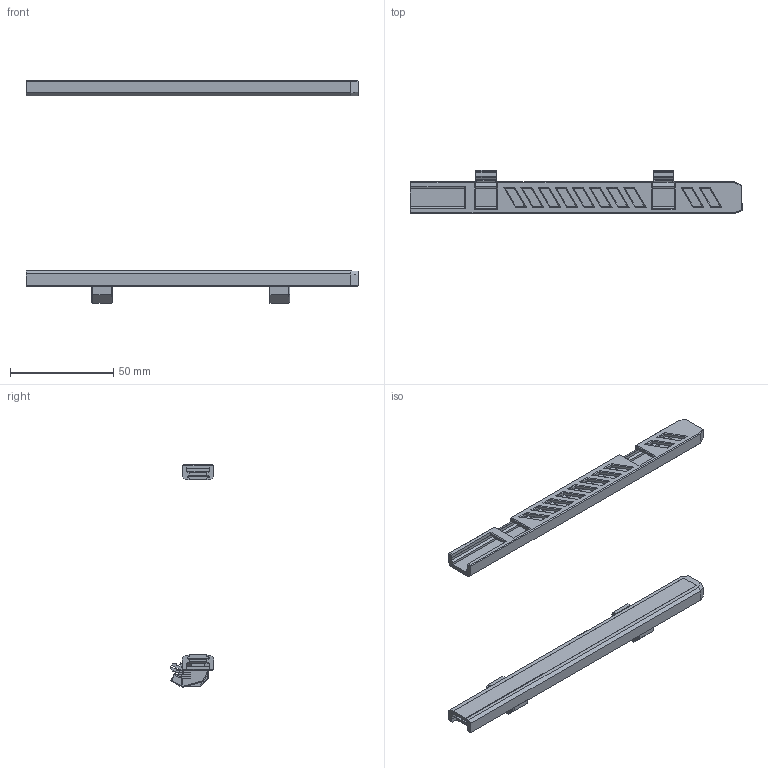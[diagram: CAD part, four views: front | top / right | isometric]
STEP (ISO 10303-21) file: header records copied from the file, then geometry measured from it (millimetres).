
FILE_DESCRIPTION(/* description */ (''),/* implementation_level */ '2;1');
FILE_NAME(/* name */ 'Matchstick Diffuser.step',/* time_stamp */ '2023-01-31T22:53:44-05:00',/* author */ (''),/* organization */ (''),/* preprocessor_version */ 'ST-DEVELOPER v19.2',/* originating_system */ 'Autodesk Translation Framework v11.17.0.187',/* authorisation */ '');
FILE_SCHEMA (('AUTOMOTIVE_DESIGN { 1 0 10303 214 3 1 1 }'));
Length unit declared in the file: millimetre
Products named in the file (7): Matchstick Diffuser; Clips; Overclip; Underclip; Rainbow_Matchstick PCB; Diffuser_A; Diffuser_B
Assembly tree (8 placements, depth 3):
  Matchstick Diffuser
    Clips
      Overclip  x2
      Underclip  x2
    Rainbow_Matchstick PCB
    Diffuser_A
    Diffuser_B
Bounding box: 161 x 21.14 x 107.92 mm (x, y, z)
Volume: 26985.3 mm3; surface area: 33483.8 mm2
Topology: 9 solids, 9 shells, 544 faces, 1398 edges, 864 vertices
Faces by surface type: plane 496, cylinder 40, cone 8
Full cylindrical faces by diameter (mm): 0.5 x16, 0.95 x3, 1 x1, 3.2 x2, 4.7 x4
Entity records: 13542 total; most frequent: CARTESIAN_POINT 2323, ORIENTED_EDGE 2296, DIRECTION 2140, EDGE_CURVE 1148, LINE 1078, VECTOR 1078, VERTEX_POINT 708, EDGE_LOOP 534
